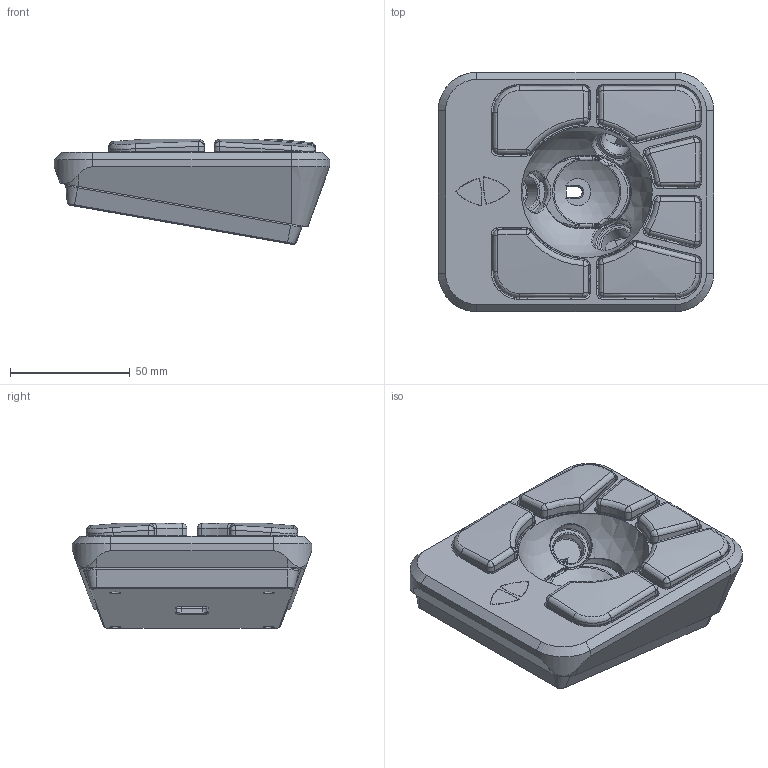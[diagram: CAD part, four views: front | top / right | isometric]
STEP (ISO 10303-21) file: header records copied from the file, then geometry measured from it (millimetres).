
FILE_DESCRIPTION(/* description */ ('STEP AP242','CAx-IF Rec.Pracs.---Representation and Presentation of Product Manufacturing Information (PMI)---4.0---2014-10-13','CAx-IF Rec.Pracs.---3D Tessellated Geometry---0.4---2014-09-14','2;1'),/* implementation_level */ '2;1');
FILE_NAME(/* name */ '67bb1993ff8cb83c09678c74',/* time_stamp */ '2025-02-23T12:50:30Z',/* author */ (''),/* organization */ (''),/* preprocessor_version */ 'ST-DEVELOPER v20',/* originating_system */ 'ONSHAPE BY PTC INC, 1.194',/* authorisation */ ' ');
FILE_SCHEMA (('AP242_MANAGED_MODEL_BASED_3D_ENGINEERING_MIM_LF { 1 0 10303 442 1 1 4 }'));
Products named in the file (11): Bottom; Top; Btn 5; Btn 4; Btn 3; Btn 6; Btn 2; Btn 1; Sensor Cover; Logo Bottom; Logo Top
Bounding box: 115 x 100 x 44 mm (x, y, z)
Volume: 177052.4 mm3; surface area: 95583.6 mm2
Topology: 11 solids, 11 shells, 1934 faces, 4987 edges, 3087 vertices
Faces by surface type: plane 1225, cylinder 360, bspline 173, cone 135, torus 27, sphere 14
Full cylindrical faces by diameter (mm): 1.8 x3, 1.9 x4, 2.4 x4, 4 x3, 4.2 x24, 4.6 x4, 12.7 x1, 12.85 x2, 17.35 x2
Entity records: 65858 total; most frequent: CARTESIAN_POINT 19881, ORIENTED_EDGE 9746, DIRECTION 8919, EDGE_CURVE 4873, LINE 3447, VECTOR 3447, VERTEX_POINT 3065, AXIS2_PLACEMENT_3D 2736
